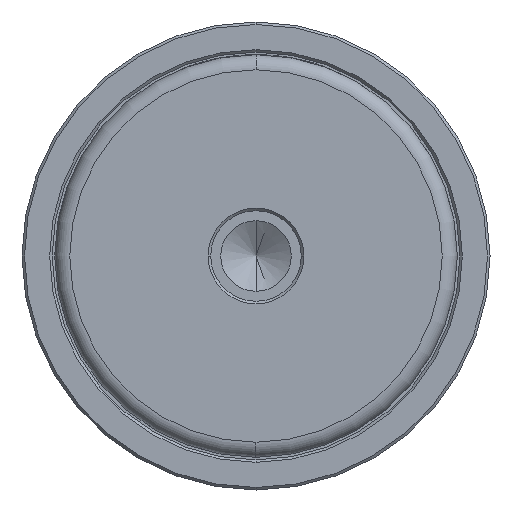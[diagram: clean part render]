
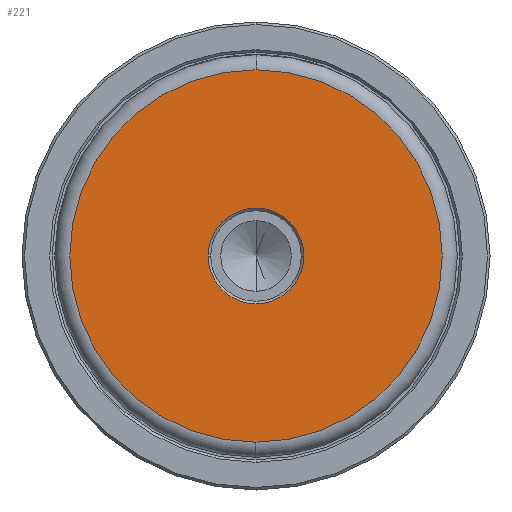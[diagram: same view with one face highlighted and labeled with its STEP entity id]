
A CAD part, left-side view. The second image highlights one B-rep face of the part: STEP entity #221.
In plain terms, the highlighted planar face has unit normal (-1, 0, 0).
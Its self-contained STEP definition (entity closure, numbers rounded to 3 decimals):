
#6 = FACE_OUTER_BOUND ( 'NONE', #938, .T. ) ;
#10 = DIRECTION ( 'NONE',  ( -1., 0., 0. ) ) ;
#86 = CARTESIAN_POINT ( 'NONE',  ( 0., 0., 0. ) ) ;
#138 = VERTEX_POINT ( 'NONE', #1776 ) ;
#143 = ORIENTED_EDGE ( 'NONE', *, *, #2398, .T. ) ;
#221 = ADVANCED_FACE ( 'NONE', ( #2225, #6 ), #2499, .T. ) ;
#309 = DIRECTION ( 'NONE',  ( 0., 0., 1. ) ) ;
#317 = VERTEX_POINT ( 'NONE', #2327 ) ;
#415 = DIRECTION ( 'NONE',  ( -1., 0., 0. ) ) ;
#421 = DIRECTION ( 'NONE',  ( 1., 0., 0. ) ) ;
#451 = ORIENTED_EDGE ( 'NONE', *, *, #1808, .T. ) ;
#621 = ORIENTED_EDGE ( 'NONE', *, *, #2653, .T. ) ;
#693 = CARTESIAN_POINT ( 'NONE',  ( 0., 0., -36.997 ) ) ;
#782 = DIRECTION ( 'NONE',  ( -1., 0., 0. ) ) ;
#938 = EDGE_LOOP ( 'NONE', ( #2090, #621 ) ) ;
#975 = AXIS2_PLACEMENT_3D ( 'NONE', #2005, #782, #1668 ) ;
#1110 = CARTESIAN_POINT ( 'NONE',  ( 0., 0., 36.997 ) ) ;
#1165 = CIRCLE ( 'NONE', #975, 36.997 ) ;
#1255 = CARTESIAN_POINT ( 'NONE',  ( 0., 0., 0. ) ) ;
#1257 = AXIS2_PLACEMENT_3D ( 'NONE', #1255, #10, #1474 ) ;
#1474 = DIRECTION ( 'NONE',  ( 0., 0., 1. ) ) ;
#1559 = DIRECTION ( 'NONE',  ( 1., 0., 0. ) ) ;
#1668 = DIRECTION ( 'NONE',  ( 0., 0., 1. ) ) ;
#1669 = CARTESIAN_POINT ( 'NONE',  ( 0., 0., 0. ) ) ;
#1673 = CARTESIAN_POINT ( 'NONE',  ( 0., 0., 0. ) ) ;
#1692 = CIRCLE ( 'NONE', #2303, 9.5 ) ;
#1776 = CARTESIAN_POINT ( 'NONE',  ( 0., -9.5, 0. ) ) ;
#1808 = EDGE_CURVE ( 'NONE', #138, #317, #2522, .T. ) ;
#1865 = DIRECTION ( 'NONE',  ( 0., 0., 1. ) ) ;
#1871 = DIRECTION ( 'NONE',  ( 0., 0., 1. ) ) ;
#1893 = VERTEX_POINT ( 'NONE', #693 ) ;
#1925 = VERTEX_POINT ( 'NONE', #1110 ) ;
#2005 = CARTESIAN_POINT ( 'NONE',  ( 0., 0., 0. ) ) ;
#2015 = EDGE_LOOP ( 'NONE', ( #451, #143 ) ) ;
#2090 = ORIENTED_EDGE ( 'NONE', *, *, #2521, .T. ) ;
#2225 = FACE_BOUND ( 'NONE', #2015, .T. ) ;
#2263 = AXIS2_PLACEMENT_3D ( 'NONE', #1673, #421, #1871 ) ;
#2303 = AXIS2_PLACEMENT_3D ( 'NONE', #86, #1559, #309 ) ;
#2327 = CARTESIAN_POINT ( 'NONE',  ( 0., 9.5, 0. ) ) ;
#2398 = EDGE_CURVE ( 'NONE', #317, #138, #1692, .T. ) ;
#2467 = AXIS2_PLACEMENT_3D ( 'NONE', #1669, #415, #1865 ) ;
#2499 = PLANE ( 'NONE',  #1257 ) ;
#2521 = EDGE_CURVE ( 'NONE', #1925, #1893, #1165, .T. ) ;
#2522 = CIRCLE ( 'NONE', #2263, 9.5 ) ;
#2565 = CIRCLE ( 'NONE', #2467, 36.997 ) ;
#2653 = EDGE_CURVE ( 'NONE', #1893, #1925, #2565, .T. ) ;
